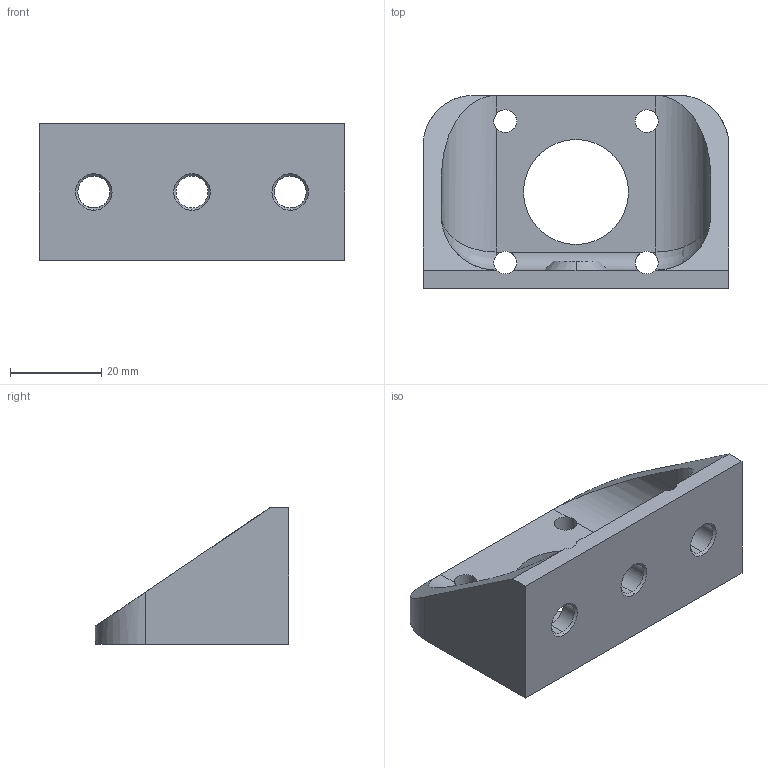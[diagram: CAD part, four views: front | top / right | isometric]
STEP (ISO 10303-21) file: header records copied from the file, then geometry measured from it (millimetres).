
FILE_DESCRIPTION (( 'STEP AP214' ), '1' );
FILE_NAME ('Motor Bracket.STEP', '2023-10-12T16:39:06', ( '' ), ( '' ), 'SwSTEP 2.0', 'SolidWorks 2023', '' );
FILE_SCHEMA (( 'AUTOMOTIVE_DESIGN' ));
Length unit declared in the file: millimetre
Products named in the file (1): Motor Bracket
Bounding box: 67 x 42.3 x 30 mm (x, y, z)
Volume: 22901 mm3; surface area: 10961.7 mm2
Topology: 1 solids, 1 shells, 62 faces, 166 edges, 100 vertices
Faces by surface type: cylinder 27, cone 18, plane 15, bspline 2
Entity records: 2253 total; most frequent: CARTESIAN_POINT 705, ORIENTED_EDGE 328, DIRECTION 310, EDGE_CURVE 164, AXIS2_PLACEMENT_3D 115, VERTEX_POINT 100, LINE 80, VECTOR 80
